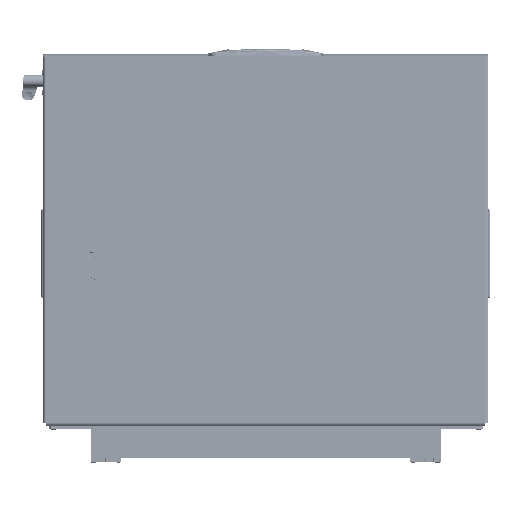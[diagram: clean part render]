
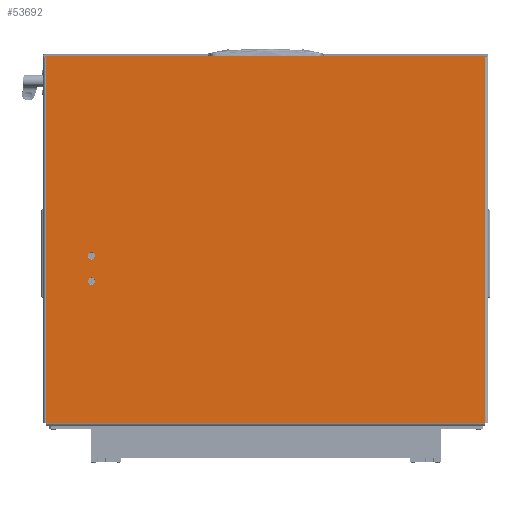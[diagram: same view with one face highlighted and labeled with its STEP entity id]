
A CAD part, front view. The second image highlights one B-rep face of the part: STEP entity #53692.
In plain terms, the highlighted face is planar.
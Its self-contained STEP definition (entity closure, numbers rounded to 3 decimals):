
#488 = DIRECTION ( 'NONE',  ( -1., 0., 0. ) ) ;
#3659 = DIRECTION ( 'NONE',  ( -1., 0., 0. ) ) ;
#3882 = DIRECTION ( 'NONE',  ( 0., 0., -1. ) ) ;
#5753 = LINE ( 'NONE', #103951, #98936 ) ;
#7929 = VERTEX_POINT ( 'NONE', #85306 ) ;
#10246 = ORIENTED_EDGE ( 'NONE', *, *, #108301, .F. ) ;
#10833 = DIRECTION ( 'NONE',  ( 1., 0., 0. ) ) ;
#11263 = CARTESIAN_POINT ( 'NONE',  ( 310., 545., 0. ) ) ;
#11790 = VERTEX_POINT ( 'NONE', #102221 ) ;
#11884 = LINE ( 'NONE', #30236, #33061 ) ;
#17594 = DIRECTION ( 'NONE',  ( -1., 0., 0. ) ) ;
#19528 = DIRECTION ( 'NONE',  ( 0., 0., -1. ) ) ;
#20628 = AXIS2_PLACEMENT_3D ( 'NONE', #21751, #121485, #99443 ) ;
#21381 = CIRCLE ( 'NONE', #74213, 5.2 ) ;
#21751 = CARTESIAN_POINT ( 'NONE',  ( 275., 545., 0. ) ) ;
#24728 = DIRECTION ( 'NONE',  ( 0., 1., 0. ) ) ;
#27237 = ORIENTED_EDGE ( 'NONE', *, *, #105939, .F. ) ;
#28022 = CARTESIAN_POINT ( 'NONE',  ( -2., 610., 0. ) ) ;
#28492 = AXIS2_PLACEMENT_3D ( 'NONE', #11263, #67790, #488 ) ;
#29669 = CARTESIAN_POINT ( 'NONE',  ( 506., 608., 0. ) ) ;
#30236 = CARTESIAN_POINT ( 'NONE',  ( 506., 608., 0. ) ) ;
#31013 = VERTEX_POINT ( 'NONE', #34996 ) ;
#32966 = CARTESIAN_POINT ( 'NONE',  ( 0., -4., 0. ) ) ;
#33061 = VECTOR ( 'NONE', #109784, 1000. ) ;
#34996 = CARTESIAN_POINT ( 'NONE',  ( 304.8, 545., 0. ) ) ;
#39108 = DIRECTION ( 'NONE',  ( 0., 0., -1. ) ) ;
#40796 = VERTEX_POINT ( 'NONE', #81721 ) ;
#42338 = CARTESIAN_POINT ( 'NONE',  ( 269.8, 545., 0. ) ) ;
#43612 = EDGE_CURVE ( 'NONE', #11790, #59344, #63538, .T. ) ;
#44744 = CARTESIAN_POINT ( 'NONE',  ( 280.2, 545., 0. ) ) ;
#44977 = ORIENTED_EDGE ( 'NONE', *, *, #47387, .F. ) ;
#46873 = LINE ( 'NONE', #85570, #88988 ) ;
#47288 = ORIENTED_EDGE ( 'NONE', *, *, #115476, .F. ) ;
#47387 = EDGE_CURVE ( 'NONE', #103111, #98893, #136370, .T. ) ;
#48348 = ORIENTED_EDGE ( 'NONE', *, *, #50160, .T. ) ;
#50152 = EDGE_LOOP ( 'NONE', ( #44977, #143716 ) ) ;
#50160 = EDGE_CURVE ( 'NONE', #136798, #126909, #5753, .T. ) ;
#51837 = LINE ( 'NONE', #81304, #122095 ) ;
#53692 = ADVANCED_FACE ( 'NONE', ( #113034, #125290, #93723 ), #108956, .T. ) ;
#58360 = VECTOR ( 'NONE', #10833, 1000. ) ;
#59344 = VERTEX_POINT ( 'NONE', #135221 ) ;
#63289 = CARTESIAN_POINT ( 'NONE',  ( 0., 608., 0. ) ) ;
#63538 = LINE ( 'NONE', #66390, #58360 ) ;
#65818 = EDGE_CURVE ( 'NONE', #90418, #59344, #11884, .T. ) ;
#65822 = VECTOR ( 'NONE', #24728, 1000. ) ;
#66390 = CARTESIAN_POINT ( 'NONE',  ( 0., 0., 0. ) ) ;
#66642 = ORIENTED_EDGE ( 'NONE', *, *, #43612, .F. ) ;
#67790 = DIRECTION ( 'NONE',  ( 0., 0., -1. ) ) ;
#69562 = DIRECTION ( 'NONE',  ( 0., 1., 0. ) ) ;
#70482 = VERTEX_POINT ( 'NONE', #80648 ) ;
#70694 = DIRECTION ( 'NONE',  ( -1., 0., 0. ) ) ;
#72257 = VECTOR ( 'NONE', #145348, 1000. ) ;
#72824 = EDGE_CURVE ( 'NONE', #70482, #136798, #51837, .T. ) ;
#73935 = LINE ( 'NONE', #32966, #72257 ) ;
#74213 = AXIS2_PLACEMENT_3D ( 'NONE', #106354, #39108, #128862 ) ;
#78741 = EDGE_LOOP ( 'NONE', ( #135732, #10246 ) ) ;
#80648 = CARTESIAN_POINT ( 'NONE',  ( 0., -2., 0. ) ) ;
#81304 = CARTESIAN_POINT ( 'NONE',  ( 0., -2., 0. ) ) ;
#81721 = CARTESIAN_POINT ( 'NONE',  ( 0., 610., 0. ) ) ;
#85306 = CARTESIAN_POINT ( 'NONE',  ( 0., 608., 0. ) ) ;
#85570 = CARTESIAN_POINT ( 'NONE',  ( 0., 608., 0. ) ) ;
#87815 = VECTOR ( 'NONE', #139327, 1000. ) ;
#88988 = VECTOR ( 'NONE', #107704, 1000. ) ;
#89611 = CIRCLE ( 'NONE', #20628, 5.2 ) ;
#90418 = VERTEX_POINT ( 'NONE', #29669 ) ;
#92481 = CARTESIAN_POINT ( 'NONE',  ( 0., -4., 0. ) ) ;
#93723 = FACE_OUTER_BOUND ( 'NONE', #96280, .T. ) ;
#93756 = CARTESIAN_POINT ( 'NONE',  ( 275., 545., 0. ) ) ;
#94256 = ORIENTED_EDGE ( 'NONE', *, *, #65818, .T. ) ;
#95054 = LINE ( 'NONE', #128007, #87815 ) ;
#96280 = EDGE_LOOP ( 'NONE', ( #47288, #108597, #48348, #104449, #109190, #27237, #94256, #66642 ) ) ;
#98893 = VERTEX_POINT ( 'NONE', #44744 ) ;
#98936 = VECTOR ( 'NONE', #69562, 1000. ) ;
#99443 = DIRECTION ( 'NONE',  ( -1., 0., 0. ) ) ;
#102221 = CARTESIAN_POINT ( 'NONE',  ( 0., 0., 0. ) ) ;
#103111 = VERTEX_POINT ( 'NONE', #42338 ) ;
#103689 = EDGE_CURVE ( 'NONE', #126909, #40796, #95054, .T. ) ;
#103951 = CARTESIAN_POINT ( 'NONE',  ( -2., -4., 0. ) ) ;
#104449 = ORIENTED_EDGE ( 'NONE', *, *, #103689, .T. ) ;
#105939 = EDGE_CURVE ( 'NONE', #90418, #7929, #46873, .T. ) ;
#106116 = CARTESIAN_POINT ( 'NONE',  ( -2., -2., 0. ) ) ;
#106354 = CARTESIAN_POINT ( 'NONE',  ( 310., 545., 0. ) ) ;
#107704 = DIRECTION ( 'NONE',  ( -1., 0., 0. ) ) ;
#108301 = EDGE_CURVE ( 'NONE', #136591, #31013, #21381, .T. ) ;
#108597 = ORIENTED_EDGE ( 'NONE', *, *, #72824, .T. ) ;
#108956 = PLANE ( 'NONE',  #138813 ) ;
#109190 = ORIENTED_EDGE ( 'NONE', *, *, #118302, .F. ) ;
#109784 = DIRECTION ( 'NONE',  ( 0., -1., 0. ) ) ;
#113034 = FACE_BOUND ( 'NONE', #50152, .T. ) ;
#115476 = EDGE_CURVE ( 'NONE', #70482, #11790, #73935, .T. ) ;
#118302 = EDGE_CURVE ( 'NONE', #7929, #40796, #121989, .T. ) ;
#120691 = CIRCLE ( 'NONE', #28492, 5.2 ) ;
#121485 = DIRECTION ( 'NONE',  ( 0., 0., -1. ) ) ;
#121989 = LINE ( 'NONE', #92481, #65822 ) ;
#122095 = VECTOR ( 'NONE', #3659, 1000. ) ;
#125290 = FACE_BOUND ( 'NONE', #78741, .T. ) ;
#126909 = VERTEX_POINT ( 'NONE', #28022 ) ;
#128007 = CARTESIAN_POINT ( 'NONE',  ( 0., 610., 0. ) ) ;
#128151 = EDGE_CURVE ( 'NONE', #98893, #103111, #89611, .T. ) ;
#128862 = DIRECTION ( 'NONE',  ( -1., 0., 0. ) ) ;
#135221 = CARTESIAN_POINT ( 'NONE',  ( 506., 0., 0. ) ) ;
#135732 = ORIENTED_EDGE ( 'NONE', *, *, #138940, .F. ) ;
#136370 = CIRCLE ( 'NONE', #139007, 5.2 ) ;
#136591 = VERTEX_POINT ( 'NONE', #137511 ) ;
#136798 = VERTEX_POINT ( 'NONE', #106116 ) ;
#137511 = CARTESIAN_POINT ( 'NONE',  ( 315.2, 545., 0. ) ) ;
#138813 = AXIS2_PLACEMENT_3D ( 'NONE', #63289, #19528, #17594 ) ;
#138940 = EDGE_CURVE ( 'NONE', #31013, #136591, #120691, .T. ) ;
#139007 = AXIS2_PLACEMENT_3D ( 'NONE', #93756, #3882, #70694 ) ;
#139327 = DIRECTION ( 'NONE',  ( 1., 0., 0. ) ) ;
#143716 = ORIENTED_EDGE ( 'NONE', *, *, #128151, .F. ) ;
#145348 = DIRECTION ( 'NONE',  ( 0., 1., 0. ) ) ;
